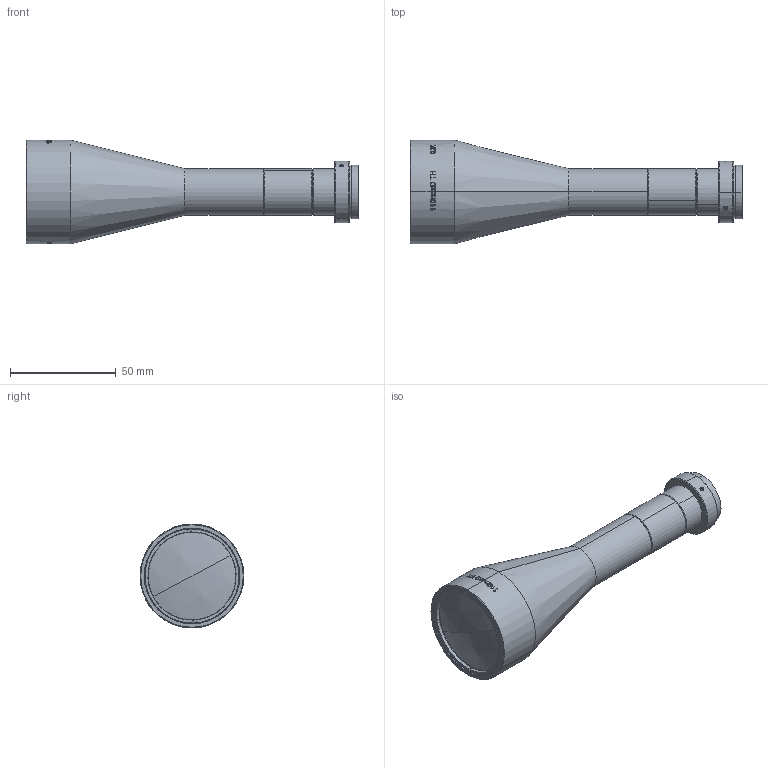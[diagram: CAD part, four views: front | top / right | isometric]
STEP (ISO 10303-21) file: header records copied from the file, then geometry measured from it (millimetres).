
FILE_DESCRIPTION (( 'STEP AP203' ), '1' );
FILE_NAME ('VA-LCM-TC-0-0.3X-WD110-015-2.STEP', '2020-04-09T08:32:27', ( 'Microsoft' ), ( 'Microsoft' ), 'SwSTEP 2.0', 'SolidWorks 2014', '' );
FILE_SCHEMA (( 'CONFIG_CONTROL_DESIGN' ));
Length unit declared in the file: millimetre
Products named in the file (10): ヶ噩芠; VA-LCM-TC-0-0.3X-WD110-015-2; 翋噩芠; 綴噩芠1; 綴噩芠2; 蟀諉釱; 芵噩; ǰѹȦ; 后压圈; AP-TS335-24(ｋ)S0
Assembly tree (11 placements, depth 2):
  VA-LCM-TC-0-0.3X-WD110-015-2
    ヶ噩芠
    翋噩芠
    綴噩芠1
    綴噩芠2
    蟀諉釱
    芵噩
    ǰѹȦ
    后压圈
    AP-TS335-24(ｋ)S0  x3
Bounding box: 156.69 x 49 x 49 mm (x, y, z)
Volume: 65357.2 mm3; surface area: 40685 mm2
Topology: 12 solids, 12 shells, 716 faces, 1737 edges, 1126 vertices
Faces by surface type: plane 225, bspline 209, cylinder 166, cone 108, sphere 8
Entity records: 41336 total; most frequent: CARTESIAN_POINT 25555, ORIENTED_EDGE 3346, DIRECTION 2474, EDGE_CURVE 1673, VERTEX_POINT 1086, AXIS2_PLACEMENT_3D 1005, EDGE_LOOP 785, B_SPLINE_CURVE_WITH_KNOTS 695
